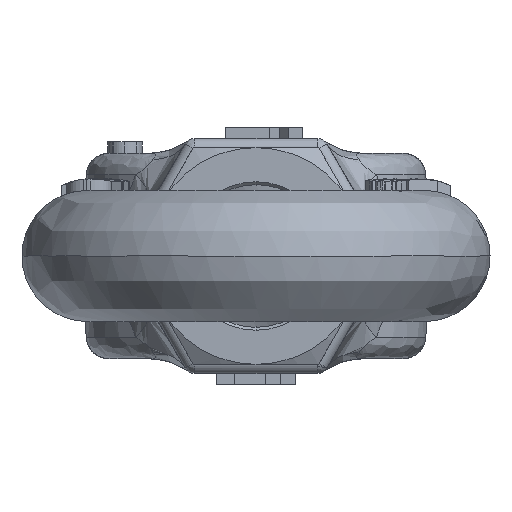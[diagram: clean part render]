
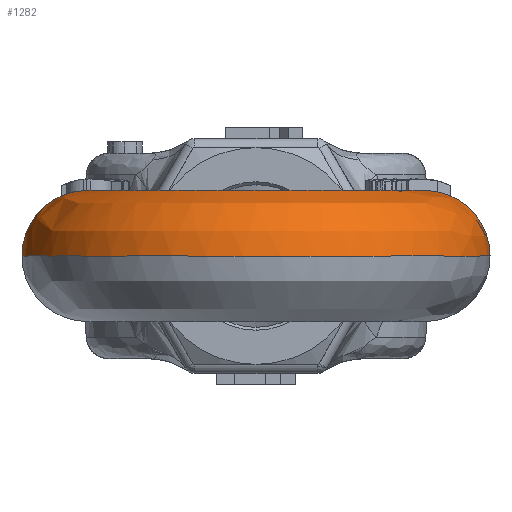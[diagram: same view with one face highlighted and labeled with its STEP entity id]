
A CAD part, left-side view. The second image highlights one B-rep face of the part: STEP entity #1282.
In plain terms, the highlighted free-form (B-spline) face has degree [3, 3] with [7, 4] control points.
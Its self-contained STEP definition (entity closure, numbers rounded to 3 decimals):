
#1282=ADVANCED_FACE('NONE',(#2798),#2799,.T.);
#2798=FACE_OUTER_BOUND('',#8396,.T.);
#2799=(B_SPLINE_SURFACE(3,3,((#8398,#8399,#8400,#8401),(#8402,#8403,#8404,#8405),(#8406,#8407,#8408,#8409),(#8410,#8411,#8412,#8413),(#8414,#8415,#8416,#8417),(#8418,#8419,#8420,#8421),(#8422,#8423,#8424,#8425)),.UNSPECIFIED.,.T.,.F.,.F.)B_SPLINE_SURFACE_WITH_KNOTS((4,3,4),(4,4),(0.0,0.5,1.0),(0.0,1.0),.UNSPECIFIED.)RATIONAL_B_SPLINE_SURFACE(((1.0,0.334,0.334,1.0),(0.333,0.111,0.111,0.333),(0.333,0.111,0.111,0.333),(1.0,0.334,0.334,1.0),(0.333,0.111,0.111,0.333),(0.333,0.111,0.111,0.333),(1.0,0.334,0.334,1.0)))BOUNDED_SURFACE()REPRESENTATION_ITEM('')GEOMETRIC_REPRESENTATION_ITEM()SURFACE());
#8396=EDGE_LOOP('',(#13328,#13329,#13330,#13331));
#8398=CARTESIAN_POINT('',(-86.574,171.389,198.53));
#8399=CARTESIAN_POINT('',(-127.494,171.349,198.53));
#8400=CARTESIAN_POINT('',(-127.494,130.429,198.53));
#8401=CARTESIAN_POINT('',(-86.574,130.389,198.53));
#8402=CARTESIAN_POINT('',(-86.574,171.389,187.03));
#8403=CARTESIAN_POINT('',(-127.494,171.349,187.03));
#8404=CARTESIAN_POINT('',(-127.494,130.429,187.03));
#8405=CARTESIAN_POINT('',(-86.574,130.389,187.03));
#8406=CARTESIAN_POINT('',(-86.563,159.889,187.03));
#8407=CARTESIAN_POINT('',(-104.528,159.872,187.03));
#8408=CARTESIAN_POINT('',(-104.528,141.907,187.03));
#8409=CARTESIAN_POINT('',(-86.563,141.889,187.03));
#8410=CARTESIAN_POINT('',(-86.563,159.889,198.53));
#8411=CARTESIAN_POINT('',(-104.528,159.872,198.53));
#8412=CARTESIAN_POINT('',(-104.528,141.907,198.53));
#8413=CARTESIAN_POINT('',(-86.563,141.889,198.53));
#8414=CARTESIAN_POINT('',(-86.563,159.889,210.03));
#8415=CARTESIAN_POINT('',(-104.528,159.872,210.03));
#8416=CARTESIAN_POINT('',(-104.528,141.907,210.03));
#8417=CARTESIAN_POINT('',(-86.563,141.889,210.03));
#8418=CARTESIAN_POINT('',(-86.574,171.389,210.03));
#8419=CARTESIAN_POINT('',(-127.494,171.349,210.03));
#8420=CARTESIAN_POINT('',(-127.494,130.429,210.03));
#8421=CARTESIAN_POINT('',(-86.574,130.389,210.03));
#8422=CARTESIAN_POINT('',(-86.574,171.389,198.53));
#8423=CARTESIAN_POINT('',(-127.494,171.349,198.53));
#8424=CARTESIAN_POINT('',(-127.494,130.429,198.53));
#8425=CARTESIAN_POINT('',(-86.574,130.389,198.53));
#13328=ORIENTED_EDGE('',*,*,#16780,.F.);
#13329=ORIENTED_EDGE('',*,*,#16781,.F.);
#13330=ORIENTED_EDGE('',*,*,#16782,.T.);
#13331=ORIENTED_EDGE('',*,*,#16783,.F.);
#16780=EDGE_CURVE('',#19288,#19289,#19290,.T.);
#16781=EDGE_CURVE('NONE',#19291,#19288,#19292,.T.);
#16782=EDGE_CURVE('',#19291,#19293,#19294,.T.);
#16783=EDGE_CURVE('NONE',#19289,#19293,#19295,.T.);
#19288=VERTEX_POINT('NONE',#26347);
#19289=VERTEX_POINT('NONE',#26348);
#19290=(B_SPLINE_CURVE(3,(#26350,#26351,#26352,#26353),.UNSPECIFIED.,.F.,.F.)B_SPLINE_CURVE_WITH_KNOTS((4,4),(-1.0,-0.0),.UNSPECIFIED.)RATIONAL_B_SPLINE_CURVE((1.0,0.334,0.334,1.0))BOUNDED_CURVE()REPRESENTATION_ITEM('')GEOMETRIC_REPRESENTATION_ITEM()CURVE());
#19291=VERTEX_POINT('',#26360);
#19292=CIRCLE('',#26361,5.75);
#19293=VERTEX_POINT('',#26362);
#19294=(B_SPLINE_CURVE(3,(#26364,#26365,#26366,#26367),.UNSPECIFIED.,.F.,.F.)B_SPLINE_CURVE_WITH_KNOTS((4,4),(-1.0,-0.0),.UNSPECIFIED.)RATIONAL_B_SPLINE_CURVE((1.0,0.334,0.334,1.0))BOUNDED_CURVE()REPRESENTATION_ITEM('')GEOMETRIC_REPRESENTATION_ITEM()CURVE());
#19295=CIRCLE('',#26374,5.75);
#26347=CARTESIAN_POINT('',(-86.574,130.389,198.53));
#26348=CARTESIAN_POINT('',(-86.574,171.389,198.53));
#26350=CARTESIAN_POINT('',(-86.574,130.389,198.53));
#26351=CARTESIAN_POINT('',(-127.494,130.429,198.53));
#26352=CARTESIAN_POINT('',(-127.494,171.349,198.53));
#26353=CARTESIAN_POINT('',(-86.574,171.389,198.53));
#26360=CARTESIAN_POINT('',(-86.563,141.889,198.53));
#26361=AXIS2_PLACEMENT_3D('',#31715,#31716,#31717);
#26362=CARTESIAN_POINT('',(-86.563,159.889,198.53));
#26364=CARTESIAN_POINT('',(-86.563,141.889,198.53));
#26365=CARTESIAN_POINT('',(-104.528,141.907,198.53));
#26366=CARTESIAN_POINT('',(-104.528,159.872,198.53));
#26367=CARTESIAN_POINT('',(-86.563,159.889,198.53));
#26374=AXIS2_PLACEMENT_3D('',#31718,#31719,#31720);
#31715=CARTESIAN_POINT('',(-86.568,136.139,198.53));
#31716=DIRECTION('',(1.,-0.001,0.0));
#31717=DIRECTION('',(-0.001,-1.,0.0));
#31718=CARTESIAN_POINT('',(-86.568,165.639,198.53));
#31719=DIRECTION('',(1.,0.001,0.0));
#31720=DIRECTION('',(-0.001,1.,0.0));
